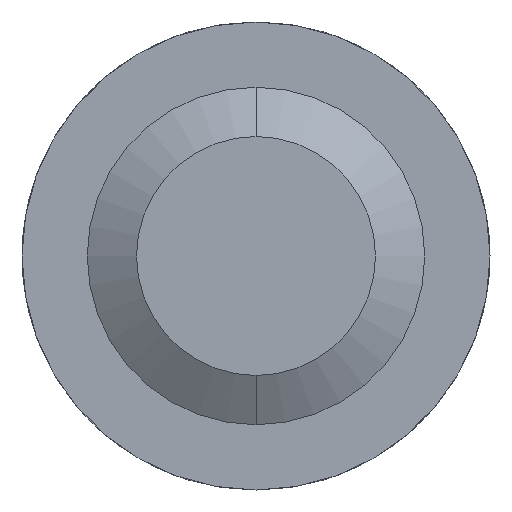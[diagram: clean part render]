
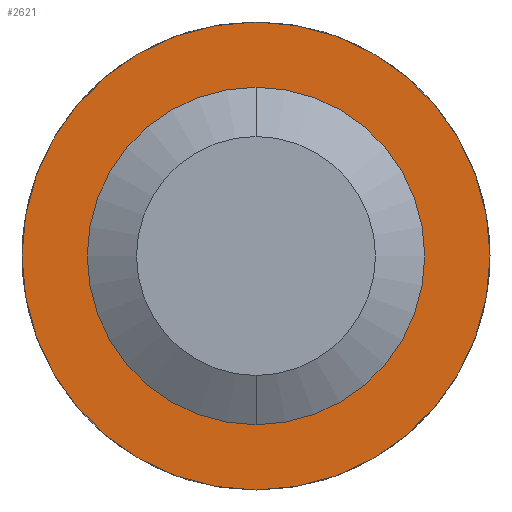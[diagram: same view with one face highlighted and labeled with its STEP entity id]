
A CAD part, front view. The second image highlights one B-rep face of the part: STEP entity #2621.
In plain terms, the highlighted planar face has unit normal (0, -1, 0).
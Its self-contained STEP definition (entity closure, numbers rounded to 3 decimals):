
#76 = CARTESIAN_POINT ( 'NONE',  ( 0., -2.5, 0. ) ) ;
#114 = CARTESIAN_POINT ( 'NONE',  ( 0.95, -2.5, 0. ) ) ;
#139 = AXIS2_PLACEMENT_3D ( 'NONE', #3553, #518, #3285 ) ;
#319 = DIRECTION ( 'NONE',  ( 0., 0., 1. ) ) ;
#360 = FACE_OUTER_BOUND ( 'NONE', #1412, .T. ) ;
#399 = EDGE_CURVE ( 'Defeature ausgef�hrt1_11+Defeature ausgef�hrt1_12+Defeature ausgef�hrt1_12+Defeature ausgef�hrt1_12', #2823, #892, #3337, .T. ) ;
#488 = DIRECTION ( 'NONE',  ( 0., 1., 0. ) ) ;
#515 = EDGE_CURVE ( 'Defeature ausgef�hrt1_11+Defeature ausgef�hrt1_12+Defeature ausgef�hrt1_12+Defeature ausgef�hrt1_12', #892, #2823, #3451, .T. ) ;
#518 = DIRECTION ( 'NONE',  ( 0., 1., 0. ) ) ;
#543 = AXIS2_PLACEMENT_3D ( 'NONE', #1636, #2207, #319 ) ;
#598 = CARTESIAN_POINT ( 'NONE',  ( 0., -2.5, -0.685 ) ) ;
#833 = CIRCLE ( 'NONE', #543, 0.685 ) ;
#892 = VERTEX_POINT ( 'NONE', #2437 ) ;
#926 = ORIENTED_EDGE ( 'NONE', *, *, #2922, .T. ) ;
#1170 = DIRECTION ( 'NONE',  ( 0., 1., 0. ) ) ;
#1189 = DIRECTION ( 'NONE',  ( 0., 0., 1. ) ) ;
#1208 = DIRECTION ( 'NONE',  ( 0., 1., 0. ) ) ;
#1346 = VERTEX_POINT ( 'NONE', #598 ) ;
#1412 = EDGE_LOOP ( 'NONE', ( #3527, #1983 ) ) ;
#1444 = FACE_BOUND ( 'NONE', #2413, .T. ) ;
#1588 = DIRECTION ( 'NONE',  ( 0., 0., 1. ) ) ;
#1636 = CARTESIAN_POINT ( 'NONE',  ( 0., -2.5, 0. ) ) ;
#1799 = CARTESIAN_POINT ( 'NONE',  ( 0., -2.5, -0.95 ) ) ;
#1983 = ORIENTED_EDGE ( 'NONE', *, *, #399, .F. ) ;
#1998 = AXIS2_PLACEMENT_3D ( 'NONE', #2649, #488, #1588 ) ;
#2207 = DIRECTION ( 'NONE',  ( 0., 1., 0. ) ) ;
#2323 = DIRECTION ( 'NONE',  ( 0., 0., 1. ) ) ;
#2413 = EDGE_LOOP ( 'NONE', ( #926, #3217 ) ) ;
#2437 = CARTESIAN_POINT ( 'NONE',  ( 0., -2.5, 0.95 ) ) ;
#2560 = PLANE ( 'NONE',  #2980 ) ;
#2621 = ADVANCED_FACE ( 'Defeature ausgef�hrt1_12', ( #360, #1444 ), #2560, .F. ) ;
#2634 = AXIS2_PLACEMENT_3D ( 'NONE', #76, #1170, #1189 ) ;
#2649 = CARTESIAN_POINT ( 'NONE',  ( 0., -2.5, 0. ) ) ;
#2743 = EDGE_CURVE ( 'Defeature ausgef�hrt1_12+Defeature ausgef�hrt1_13+Defeature ausgef�hrt1_13+Defeature ausgef�hrt1_13', #1346, #3443, #833, .T. ) ;
#2823 = VERTEX_POINT ( 'NONE', #1799 ) ;
#2922 = EDGE_CURVE ( 'Defeature ausgef�hrt1_12+Defeature ausgef�hrt1_13+Defeature ausgef�hrt1_13+Defeature ausgef�hrt1_13', #3443, #1346, #3093, .T. ) ;
#2980 = AXIS2_PLACEMENT_3D ( 'NONE', #114, #1208, #2323 ) ;
#3093 = CIRCLE ( 'NONE', #139, 0.685 ) ;
#3217 = ORIENTED_EDGE ( 'NONE', *, *, #2743, .T. ) ;
#3285 = DIRECTION ( 'NONE',  ( 0., 0., 1. ) ) ;
#3337 = CIRCLE ( 'NONE', #2634, 0.95 ) ;
#3366 = CARTESIAN_POINT ( 'NONE',  ( 0., -2.5, 0.685 ) ) ;
#3443 = VERTEX_POINT ( 'NONE', #3366 ) ;
#3451 = CIRCLE ( 'NONE', #1998, 0.95 ) ;
#3527 = ORIENTED_EDGE ( 'NONE', *, *, #515, .F. ) ;
#3553 = CARTESIAN_POINT ( 'NONE',  ( 0., -2.5, 0. ) ) ;
